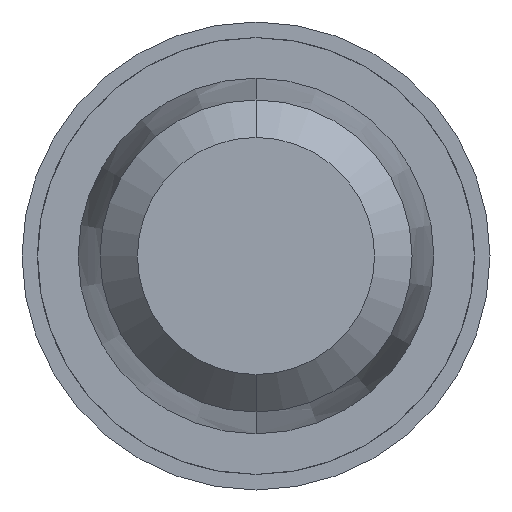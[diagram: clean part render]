
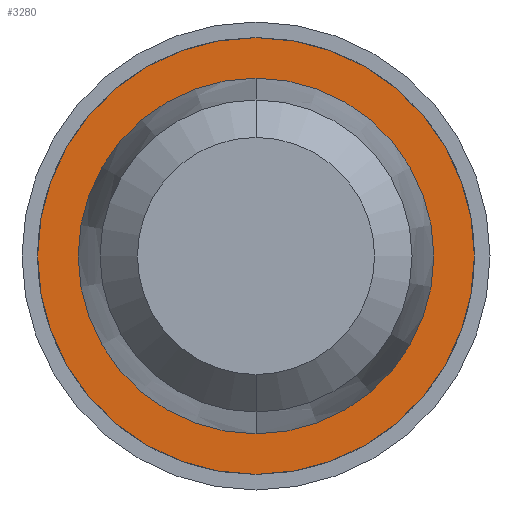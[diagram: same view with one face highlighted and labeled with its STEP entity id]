
A CAD part, front view. The second image highlights one B-rep face of the part: STEP entity #3280.
In plain terms, the highlighted planar face has unit normal (0, -1, 0).
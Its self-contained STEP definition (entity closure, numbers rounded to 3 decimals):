
#69 = VERTEX_POINT ( 'NONE', #813 ) ;
#166 = EDGE_CURVE ( 'Defeature ausgef�hrt1_15+Defeature ausgef�hrt1_16+Defeature ausgef�hrt1_16+Defeature ausgef�hrt1_16', #69, #1808, #1201, .T. ) ;
#365 = ORIENTED_EDGE ( 'NONE', *, *, #2702, .F. ) ;
#403 = CARTESIAN_POINT ( 'NONE',  ( 0.57, 26., 0. ) ) ;
#515 = EDGE_CURVE ( 'Defeature ausgef�hrt1_14+Defeature ausgef�hrt1_15+Defeature ausgef�hrt1_15+Defeature ausgef�hrt1_15', #1339, #609, #1885, .T. ) ;
#534 = DIRECTION ( 'NONE',  ( 0., -1., 0. ) ) ;
#609 = VERTEX_POINT ( 'NONE', #3406 ) ;
#654 = EDGE_LOOP ( 'NONE', ( #1921, #365 ) ) ;
#711 = CARTESIAN_POINT ( 'NONE',  ( 0., 26., 0.57 ) ) ;
#813 = CARTESIAN_POINT ( 'NONE',  ( 0., 26., -0.7 ) ) ;
#915 = DIRECTION ( 'NONE',  ( 0., -1., 0. ) ) ;
#1067 = DIRECTION ( 'NONE',  ( 0., 0., -1. ) ) ;
#1125 = DIRECTION ( 'NONE',  ( 0., -1., 0. ) ) ;
#1157 = AXIS2_PLACEMENT_3D ( 'NONE', #403, #1358, #1067 ) ;
#1201 = CIRCLE ( 'NONE', #3748, 0.7 ) ;
#1285 = CARTESIAN_POINT ( 'NONE',  ( 0., 26., 0. ) ) ;
#1339 = VERTEX_POINT ( 'NONE', #711 ) ;
#1358 = DIRECTION ( 'NONE',  ( 0., -1., 0. ) ) ;
#1360 = CARTESIAN_POINT ( 'NONE',  ( 0., 26., 0. ) ) ;
#1455 = CARTESIAN_POINT ( 'NONE',  ( 0., 26., 0. ) ) ;
#1679 = DIRECTION ( 'NONE',  ( 0., 0., -1. ) ) ;
#1710 = AXIS2_PLACEMENT_3D ( 'NONE', #1718, #534, #3365 ) ;
#1718 = CARTESIAN_POINT ( 'NONE',  ( 0., 26., 0. ) ) ;
#1808 = VERTEX_POINT ( 'NONE', #2526 ) ;
#1885 = CIRCLE ( 'NONE', #2629, 0.57 ) ;
#1890 = DIRECTION ( 'NONE',  ( 0., 0., -1. ) ) ;
#1921 = ORIENTED_EDGE ( 'NONE', *, *, #515, .F. ) ;
#1936 = CIRCLE ( 'NONE', #1710, 0.57 ) ;
#2145 = EDGE_LOOP ( 'NONE', ( #2669, #2914 ) ) ;
#2280 = PLANE ( 'NONE',  #1157 ) ;
#2318 = EDGE_CURVE ( 'Defeature ausgef�hrt1_15+Defeature ausgef�hrt1_16+Defeature ausgef�hrt1_16+Defeature ausgef�hrt1_16', #1808, #69, #2565, .T. ) ;
#2526 = CARTESIAN_POINT ( 'NONE',  ( 0., 26., 0.7 ) ) ;
#2565 = CIRCLE ( 'NONE', #3382, 0.7 ) ;
#2629 = AXIS2_PLACEMENT_3D ( 'NONE', #1455, #1125, #3647 ) ;
#2661 = FACE_BOUND ( 'NONE', #654, .T. ) ;
#2669 = ORIENTED_EDGE ( 'NONE', *, *, #166, .T. ) ;
#2702 = EDGE_CURVE ( 'Defeature ausgef�hrt1_14+Defeature ausgef�hrt1_15+Defeature ausgef�hrt1_15+Defeature ausgef�hrt1_15', #609, #1339, #1936, .T. ) ;
#2914 = ORIENTED_EDGE ( 'NONE', *, *, #2318, .T. ) ;
#3280 = ADVANCED_FACE ( 'Defeature ausgef�hrt1_15', ( #4007, #2661 ), #2280, .T. ) ;
#3365 = DIRECTION ( 'NONE',  ( 0., 0., -1. ) ) ;
#3382 = AXIS2_PLACEMENT_3D ( 'NONE', #1360, #3569, #1679 ) ;
#3406 = CARTESIAN_POINT ( 'NONE',  ( 0., 26., -0.57 ) ) ;
#3569 = DIRECTION ( 'NONE',  ( 0., -1., 0. ) ) ;
#3647 = DIRECTION ( 'NONE',  ( 0., 0., -1. ) ) ;
#3748 = AXIS2_PLACEMENT_3D ( 'NONE', #1285, #915, #1890 ) ;
#4007 = FACE_OUTER_BOUND ( 'NONE', #2145, .T. ) ;
